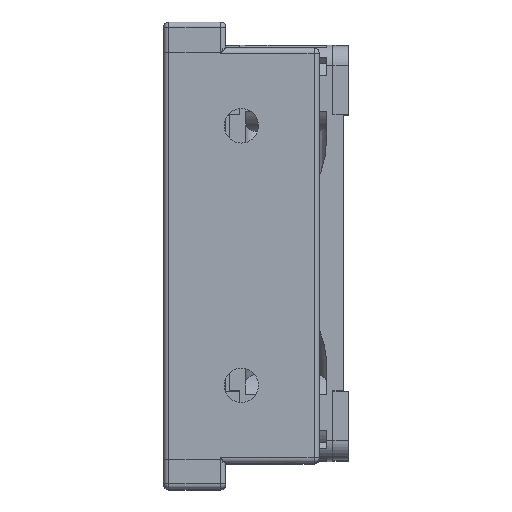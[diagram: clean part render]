
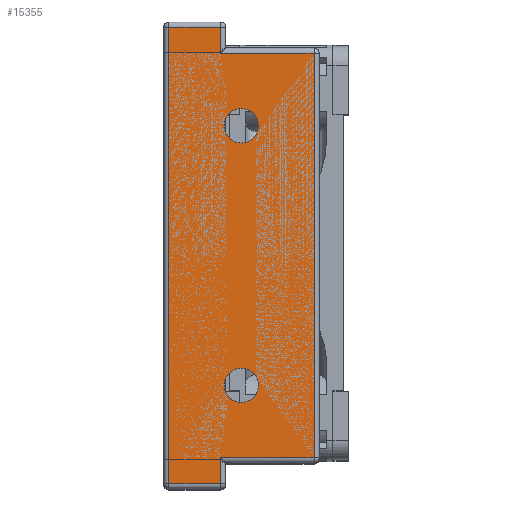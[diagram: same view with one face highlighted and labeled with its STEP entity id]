
A CAD part, top view. The second image highlights one B-rep face of the part: STEP entity #15355.
In plain terms, the highlighted planar face has unit normal (0, 0, 1).
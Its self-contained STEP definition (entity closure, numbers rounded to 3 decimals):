
#375=FACE_BOUND('',#2670,.T.);
#376=FACE_BOUND('',#2671,.T.);
#1152=PLANE('',#16813);
#1719=FACE_OUTER_BOUND('',#2669,.T.);
#2669=EDGE_LOOP('',(#12327,#12328,#12329,#12330,#12331,#12332,#12333,#12334));
#2670=EDGE_LOOP('',(#12335));
#2671=EDGE_LOOP('',(#12336));
#3676=LINE('',#28886,#4594);
#3681=LINE('',#28911,#4599);
#3689=LINE('',#28944,#4607);
#3692=LINE('',#28948,#4610);
#3694=LINE('',#28951,#4612);
#3748=LINE('',#29209,#4666);
#3749=LINE('',#29211,#4667);
#3750=LINE('',#29212,#4668);
#4594=VECTOR('',#19913,10.);
#4599=VECTOR('',#19942,10.);
#4607=VECTOR('',#19982,10.);
#4610=VECTOR('',#19987,10.);
#4612=VECTOR('',#19991,10.);
#4666=VECTOR('',#20213,10.);
#4667=VECTOR('',#20214,10.);
#4668=VECTOR('',#20215,10.);
#5420=CIRCLE('',#16812,1.663);
#5421=CIRCLE('',#16814,1.65);
#6641=VERTEX_POINT('',#28875);
#6644=VERTEX_POINT('',#28882);
#6650=VERTEX_POINT('',#28899);
#6653=VERTEX_POINT('',#28909);
#6659=VERTEX_POINT('',#28930);
#6661=VERTEX_POINT('',#28935);
#6769=VERTEX_POINT('',#29204);
#6770=VERTEX_POINT('',#29208);
#6771=VERTEX_POINT('',#29210);
#6772=VERTEX_POINT('',#29213);
#8553=EDGE_CURVE('',#6641,#6644,#3676,.T.);
#8565=EDGE_CURVE('',#6653,#6650,#3681,.T.);
#8582=EDGE_CURVE('',#6650,#6661,#3689,.T.);
#8585=EDGE_CURVE('',#6661,#6659,#3692,.T.);
#8587=EDGE_CURVE('',#6659,#6641,#3694,.T.);
#8711=EDGE_CURVE('',#6769,#6769,#5420,.T.);
#8712=EDGE_CURVE('',#6770,#6653,#3748,.T.);
#8713=EDGE_CURVE('',#6771,#6770,#3749,.T.);
#8714=EDGE_CURVE('',#6644,#6771,#3750,.T.);
#8715=EDGE_CURVE('',#6772,#6772,#5421,.T.);
#12327=ORIENTED_EDGE('',*,*,#8712,.F.);
#12328=ORIENTED_EDGE('',*,*,#8713,.F.);
#12329=ORIENTED_EDGE('',*,*,#8714,.F.);
#12330=ORIENTED_EDGE('',*,*,#8553,.F.);
#12331=ORIENTED_EDGE('',*,*,#8587,.F.);
#12332=ORIENTED_EDGE('',*,*,#8585,.F.);
#12333=ORIENTED_EDGE('',*,*,#8582,.F.);
#12334=ORIENTED_EDGE('',*,*,#8565,.F.);
#12335=ORIENTED_EDGE('',*,*,#8715,.T.);
#12336=ORIENTED_EDGE('',*,*,#8711,.T.);
#15355=ADVANCED_FACE('',(#1719,#375,#376),#1152,.T.);
#16812=AXIS2_PLACEMENT_3D('',#29206,#20209,#20210);
#16813=AXIS2_PLACEMENT_3D('',#29207,#20211,#20212);
#16814=AXIS2_PLACEMENT_3D('',#29214,#20216,#20217);
#19913=DIRECTION('',(0.,-1.,0.));
#19942=DIRECTION('',(0.,-1.,0.));
#19982=DIRECTION('',(-1.,0.,0.));
#19987=DIRECTION('',(0.,1.,0.));
#19991=DIRECTION('',(1.,0.,0.));
#20209=DIRECTION('center_axis',(0.,0.,-1.));
#20210=DIRECTION('ref_axis',(1.,0.,0.));
#20211=DIRECTION('center_axis',(0.,0.,1.));
#20212=DIRECTION('ref_axis',(0.,-1.,0.));
#20213=DIRECTION('',(-1.,0.,0.));
#20214=DIRECTION('',(0.,-1.,0.));
#20215=DIRECTION('',(1.,0.,0.));
#20216=DIRECTION('center_axis',(0.,0.,-1.));
#20217=DIRECTION('ref_axis',(1.,0.,0.));
#28875=CARTESIAN_POINT('',(-2.,-85.5,-100.));
#28882=CARTESIAN_POINT('',(-2.,-88.,-100.));
#28886=CARTESIAN_POINT('',(-2.,-96.25,-100.));
#28899=CARTESIAN_POINT('',(-2.,-129.5,-100.));
#28909=CARTESIAN_POINT('',(-2.,-127.,-100.));
#28911=CARTESIAN_POINT('',(-2.,-96.25,-100.));
#28930=CARTESIAN_POINT('',(-7.,-85.5,-100.));
#28935=CARTESIAN_POINT('',(-7.,-129.5,-100.));
#28944=CARTESIAN_POINT('',(-7.5,-129.5,-100.));
#28948=CARTESIAN_POINT('',(-7.,-86.25,-100.));
#28951=CARTESIAN_POINT('',(-7.5,-85.5,-100.));
#29204=CARTESIAN_POINT('',(-1.663,-95.,-100.));
#29206=CARTESIAN_POINT('Origin',(0.,-95.,-100.));
#29207=CARTESIAN_POINT('Origin',(-7.5,-85.,-100.));
#29208=CARTESIAN_POINT('',(7.,-127.,-100.));
#29209=CARTESIAN_POINT('',(3.5,-127.,-100.));
#29210=CARTESIAN_POINT('',(7.,-88.,-100.));
#29211=CARTESIAN_POINT('',(7.,-87.5,-100.));
#29212=CARTESIAN_POINT('',(3.5,-88.,-100.));
#29213=CARTESIAN_POINT('',(-1.65,-120.,-100.));
#29214=CARTESIAN_POINT('Origin',(0.,-120.,-100.));
